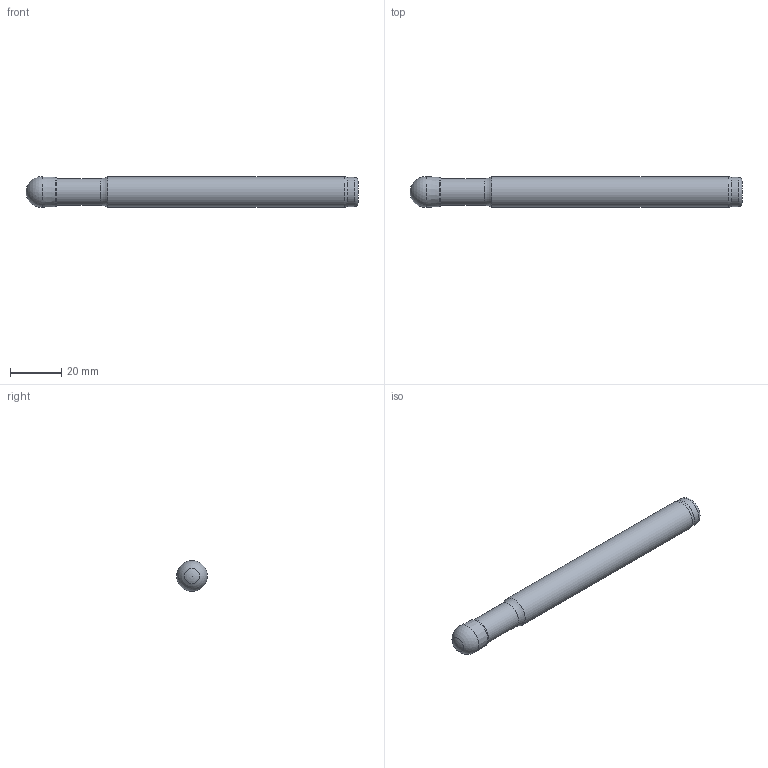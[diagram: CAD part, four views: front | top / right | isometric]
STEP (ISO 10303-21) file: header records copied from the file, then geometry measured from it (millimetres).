
FILE_DESCRIPTION(/* description */ (''),/* implementation_level */ '2;1');
FILE_NAME(/* name */ 'APMR-P3212-D12-C12-L130.stp',/* time_stamp */ '2023-10-02T12:52:14+03:00',/* author */ (''),/* organization */ (''),/* preprocessor_version */ 'ST-DEVELOPER v19.4',/* originating_system */ 'SIEMENS PLM Software NX2306.5001',/* authorisation */ '');
FILE_SCHEMA (('AUTOMOTIVE_DESIGN { 1 0 10303 214 3 1 1 1 }'));
Length unit declared in the file: millimetre
Products named in the file (1): APMR-P3212-D12-C12-L130-LIGHT_x_t_objects
Bounding box: 130 x 12 x 12 mm (x, y, z)
Volume: 14700.1 mm3; surface area: 5356.3 mm2
Topology: 2 solids, 2 shells, 14 faces, 27 edges, 15 vertices
Faces by surface type: plane 3, cone 3, sphere 3, cylinder 3, torus 2
Full cylindrical faces by diameter (mm): 10.5 x1, 11.5 x1, 12 x1
Entity records: 342 total; most frequent: DIRECTION 62, CARTESIAN_POINT 47, ORIENTED_EDGE 36, AXIS2_PLACEMENT_3D 29, EDGE_LOOP 20, EDGE_CURVE 18, ADVANCED_FACE 14, CIRCLE 14
